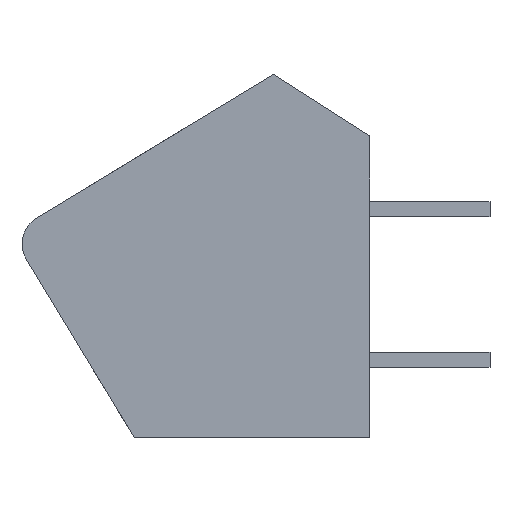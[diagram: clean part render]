
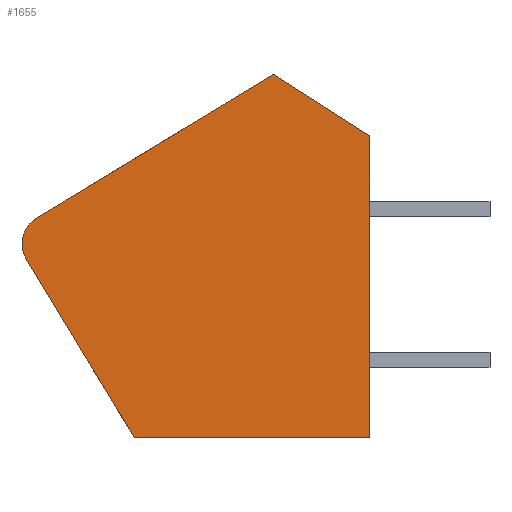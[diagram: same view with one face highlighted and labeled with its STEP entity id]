
A CAD part, left-side view. The second image highlights one B-rep face of the part: STEP entity #1655.
In plain terms, the highlighted planar face has unit normal (-1, 0, 0).
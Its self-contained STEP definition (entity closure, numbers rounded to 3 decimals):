
#2=DIRECTION('',(0.,1.,0.));
#3=VECTOR('',#2,7.843);
#4=CARTESIAN_POINT('',(-3.29,0.,-12.1));
#5=LINE('',#4,#3);
#6=DIRECTION('',(0.,0.518,0.855));
#7=VECTOR('',#6,6.94);
#8=CARTESIAN_POINT('',(-3.29,7.843,-12.1));
#9=LINE('',#8,#7);
#10=CARTESIAN_POINT('',(-3.29,10.586,-5.647));
#11=DIRECTION('',(1.,0.,0.));
#12=DIRECTION('',(0.,0.855,-0.518));
#13=AXIS2_PLACEMENT_3D('',#10,#11,#12);
#15=DIRECTION('',(0.,-0.855,0.518));
#16=VECTOR('',#15,9.243);
#17=CARTESIAN_POINT('',(-3.29,11.104,-4.792));
#18=LINE('',#17,#16);
#19=DIRECTION('',(0.,-0.842,-0.539));
#20=VECTOR('',#19,3.8);
#21=CARTESIAN_POINT('',(-3.29,3.2,0.));
#22=LINE('',#21,#20);
#23=DIRECTION('',(0.,0.,1.));
#24=VECTOR('',#23,10.05);
#25=CARTESIAN_POINT('',(-3.29,0.,-12.1));
#26=LINE('',#25,#24);
#1234=CARTESIAN_POINT('',(-3.29,0.,-12.1));
#1235=CARTESIAN_POINT('',(-3.29,7.843,-12.1));
#1236=VERTEX_POINT('',#1234);
#1237=VERTEX_POINT('',#1235);
#1244=CARTESIAN_POINT('',(-3.29,11.441,-6.165));
#1245=VERTEX_POINT('',#1244);
#1246=CARTESIAN_POINT('',(-3.29,11.104,-4.792));
#1247=VERTEX_POINT('',#1246);
#1248=CARTESIAN_POINT('',(-3.29,3.2,0.));
#1249=CARTESIAN_POINT('',(-3.29,0.,-2.05));
#1250=VERTEX_POINT('',#1248);
#1251=VERTEX_POINT('',#1249);
#1636=CARTESIAN_POINT('',(-3.29,0.,0.));
#1637=DIRECTION('',(1.,0.,0.));
#1638=DIRECTION('',(0.,0.,-1.));
#1639=AXIS2_PLACEMENT_3D('',#1636,#1637,#1638);
#1640=PLANE('',#1639);
#1642=ORIENTED_EDGE('',*,*,#1641,.F.);
#1644=ORIENTED_EDGE('',*,*,#1643,.T.);
#1646=ORIENTED_EDGE('',*,*,#1645,.T.);
#1648=ORIENTED_EDGE('',*,*,#1647,.T.);
#1650=ORIENTED_EDGE('',*,*,#1649,.T.);
#1652=ORIENTED_EDGE('',*,*,#1651,.T.);
#1653=EDGE_LOOP('',(#1642,#1644,#1646,#1648,#1650,#1652));
#1654=FACE_OUTER_BOUND('',#1653,.F.);
#14=CIRCLE('',#13,1.);
#1641=EDGE_CURVE('',#1236,#1251,#26,.T.);
#1643=EDGE_CURVE('',#1236,#1237,#5,.T.);
#1645=EDGE_CURVE('',#1237,#1245,#9,.T.);
#1647=EDGE_CURVE('',#1245,#1247,#14,.T.);
#1649=EDGE_CURVE('',#1247,#1250,#18,.T.);
#1651=EDGE_CURVE('',#1250,#1251,#22,.T.);
#1655=ADVANCED_FACE('',(#1654),#1640,.F.);
